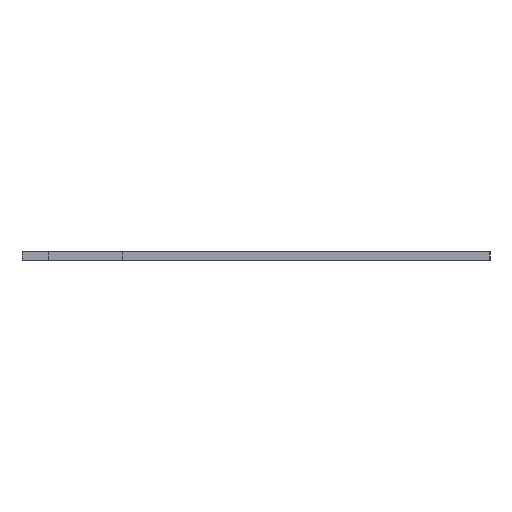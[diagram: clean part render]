
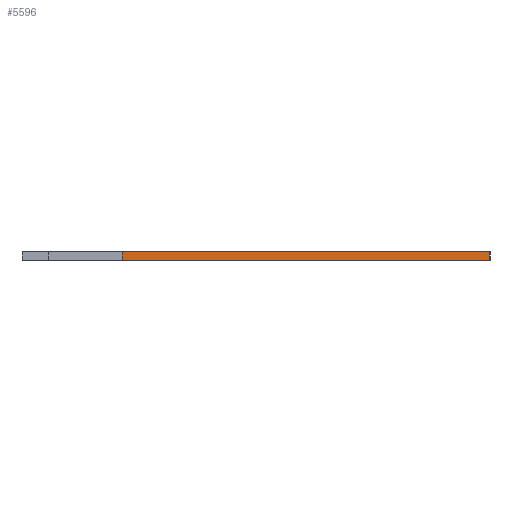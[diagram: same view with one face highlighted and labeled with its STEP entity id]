
A CAD part, left-side view. The second image highlights one B-rep face of the part: STEP entity #5596.
In plain terms, the highlighted planar face has unit normal (-1, 0, 0).
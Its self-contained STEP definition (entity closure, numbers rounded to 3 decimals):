
#112 = VERTEX_POINT('',#113);
#113 = CARTESIAN_POINT('',(83.5,-122.,1.51));
#119 = EDGE_CURVE('',#120,#112,#122,.T.);
#120 = VERTEX_POINT('',#121);
#121 = CARTESIAN_POINT('',(83.5,-122.,0.));
#122 = LINE('',#123,#124);
#123 = CARTESIAN_POINT('',(83.5,-122.,0.));
#124 = VECTOR('',#125,1.);
#125 = DIRECTION('',(0.,0.,1.));
#168 = VERTEX_POINT('',#169);
#169 = CARTESIAN_POINT('',(83.5,-59.5,0.));
#175 = EDGE_CURVE('',#120,#168,#176,.T.);
#176 = LINE('',#177,#178);
#177 = CARTESIAN_POINT('',(83.5,-122.,0.));
#178 = VECTOR('',#179,1.);
#179 = DIRECTION('',(0.,1.,0.));
#2889 = VERTEX_POINT('',#2890);
#2890 = CARTESIAN_POINT('',(83.5,-59.5,1.51));
#2896 = EDGE_CURVE('',#112,#2889,#2897,.T.);
#2897 = LINE('',#2898,#2899);
#2898 = CARTESIAN_POINT('',(83.5,-122.,1.51));
#2899 = VECTOR('',#2900,1.);
#2900 = DIRECTION('',(0.,1.,0.));
#5596 = ADVANCED_FACE('',(#5597),#5608,.T.);
#5597 = FACE_BOUND('',#5598,.T.);
#5598 = EDGE_LOOP('',(#5599,#5600,#5601,#5607));
#5599 = ORIENTED_EDGE('',*,*,#119,.T.);
#5600 = ORIENTED_EDGE('',*,*,#2896,.T.);
#5601 = ORIENTED_EDGE('',*,*,#5602,.F.);
#5602 = EDGE_CURVE('',#168,#2889,#5603,.T.);
#5603 = LINE('',#5604,#5605);
#5604 = CARTESIAN_POINT('',(83.5,-59.5,0.));
#5605 = VECTOR('',#5606,1.);
#5606 = DIRECTION('',(0.,0.,1.));
#5607 = ORIENTED_EDGE('',*,*,#175,.F.);
#5608 = PLANE('',#5609);
#5609 = AXIS2_PLACEMENT_3D('',#5610,#5611,#5612);
#5610 = CARTESIAN_POINT('',(83.5,-122.,0.));
#5611 = DIRECTION('',(-1.,0.,0.));
#5612 = DIRECTION('',(0.,1.,0.));
